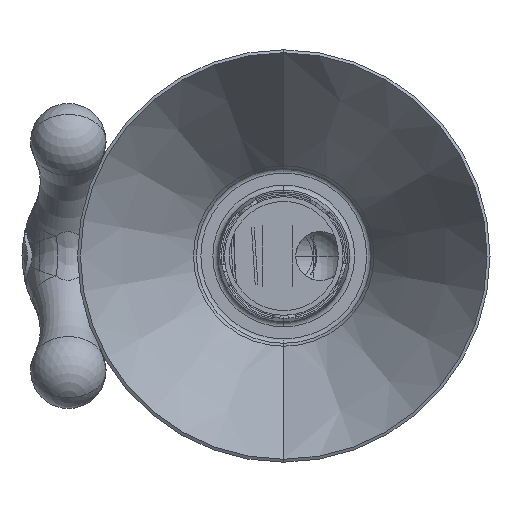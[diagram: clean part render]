
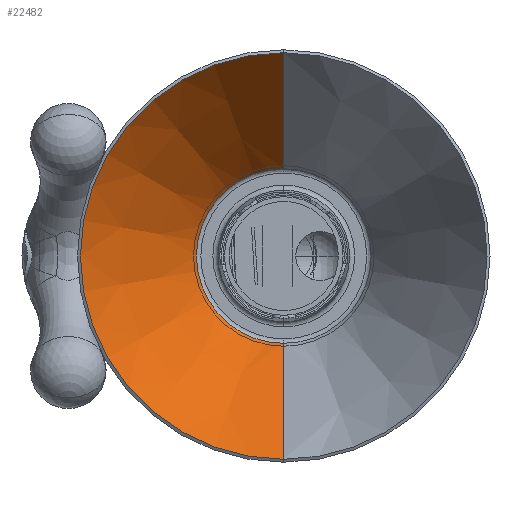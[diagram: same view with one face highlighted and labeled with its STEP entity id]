
A CAD part, front view. The second image highlights one B-rep face of the part: STEP entity #22482.
In plain terms, the highlighted conical face has half-angle 31.623 degrees and reference radius 21.475 mm.
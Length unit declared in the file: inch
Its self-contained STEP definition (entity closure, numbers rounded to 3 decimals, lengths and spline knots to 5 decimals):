
#21436=DIRECTION('',(0.524,-0.852,0.));
#21437=VECTOR('',#21436,1.28737);
#21438=CARTESIAN_POINT('',(0.50797,1.08573,0.));
#21439=LINE('',#21438,#21437);
#21443=DIRECTION('',(-0.524,-0.852,0.));
#21444=VECTOR('',#21443,1.28737);
#21445=CARTESIAN_POINT('',(-0.50797,1.08573,0.));
#21446=LINE('',#21445,#21444);
#21458=CARTESIAN_POINT('',(0.,1.08573,0.));
#21459=DIRECTION('',(0.,-1.,0.));
#21460=DIRECTION('',(1.,0.,0.));
#21461=AXIS2_PLACEMENT_3D('',#21458,#21459,#21460);
#21466=CARTESIAN_POINT('',(0.,-0.01049,0.));
#21467=DIRECTION('',(0.,-1.,0.));
#21468=DIRECTION('',(1.,0.,0.));
#21469=AXIS2_PLACEMENT_3D('',#21466,#21467,#21468);
#21585=CARTESIAN_POINT('',(0.50797,1.08573,0.));
#21586=CARTESIAN_POINT('',(1.18297,-0.01049,0.));
#21587=VERTEX_POINT('',#21585);
#21588=VERTEX_POINT('',#21586);
#21601=CARTESIAN_POINT('',(-0.50797,1.08573,0.));
#21602=CARTESIAN_POINT('',(-1.18297,-0.01049,0.));
#21603=VERTEX_POINT('',#21601);
#21604=VERTEX_POINT('',#21602);
#22470=CARTESIAN_POINT('',(0.,0.53762,0.));
#22471=DIRECTION('',(0.,-1.,0.));
#22472=DIRECTION('',(-1.,0.,0.));
#22473=AXIS2_PLACEMENT_3D('',#22470,#22471,#22472);
#22474=CONICAL_SURFACE('',#22473,0.84547,31.623);
#22475=ORIENTED_EDGE('',*,*,#22460,.F.);
#22476=ORIENTED_EDGE('',*,*,#22437,.T.);
#22477=ORIENTED_EDGE('',*,*,#22464,.T.);
#22479=ORIENTED_EDGE('',*,*,#22478,.F.);
#22480=EDGE_LOOP('',(#22475,#22476,#22477,#22479));
#22481=FACE_OUTER_BOUND('',#22480,.F.);
#21462=CIRCLE('',#21461,0.50797);
#21470=CIRCLE('',#21469,1.18297);
#22437=EDGE_CURVE('',#21587,#21603,#21462,.T.);
#22460=EDGE_CURVE('',#21587,#21588,#21439,.T.);
#22464=EDGE_CURVE('',#21603,#21604,#21446,.T.);
#22478=EDGE_CURVE('',#21588,#21604,#21470,.T.);
#22482=ADVANCED_FACE('',(#22481),#22474,.F.);
